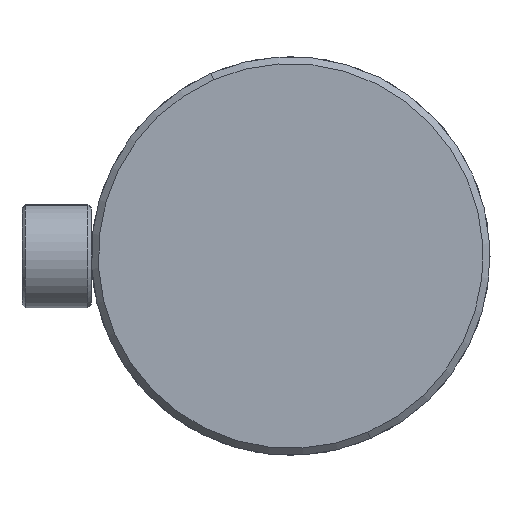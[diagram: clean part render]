
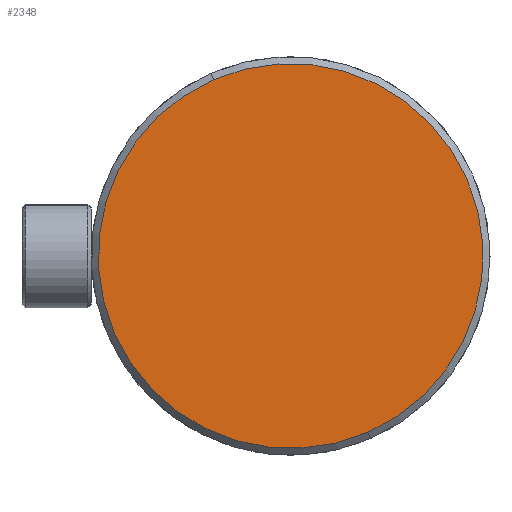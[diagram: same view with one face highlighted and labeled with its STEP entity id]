
A CAD part, left-side view. The second image highlights one B-rep face of the part: STEP entity #2348.
In plain terms, the highlighted planar face has unit normal (-1, 0, 0).
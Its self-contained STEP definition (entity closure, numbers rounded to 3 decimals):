
#589 = EDGE_CURVE ( 'NONE', #610, #2036, #2051, .T. ) ;
#610 = VERTEX_POINT ( 'NONE', #2206 ) ;
#875 = DIRECTION ( 'NONE',  ( -1., 0., 0. ) ) ;
#1092 = CIRCLE ( 'NONE', #2777, 55.5 ) ;
#1171 = FACE_OUTER_BOUND ( 'NONE', #2689, .T. ) ;
#1282 = DIRECTION ( 'NONE',  ( 0., 0., 1. ) ) ;
#1291 = CARTESIAN_POINT ( 'NONE',  ( -25., 0., 55.5 ) ) ;
#1306 = CARTESIAN_POINT ( 'NONE',  ( -25., 0., 0. ) ) ;
#1516 = PLANE ( 'NONE',  #2302 ) ;
#1549 = DIRECTION ( 'NONE',  ( 0., 0., 1. ) ) ;
#1737 = AXIS2_PLACEMENT_3D ( 'NONE', #2294, #875, #2525 ) ;
#1980 = CARTESIAN_POINT ( 'NONE',  ( -25., 0., 0. ) ) ;
#2036 = VERTEX_POINT ( 'NONE', #1291 ) ;
#2051 = CIRCLE ( 'NONE', #1737, 55.5 ) ;
#2163 = ORIENTED_EDGE ( 'NONE', *, *, #2414, .T. ) ;
#2206 = CARTESIAN_POINT ( 'NONE',  ( -25., 0., -55.5 ) ) ;
#2294 = CARTESIAN_POINT ( 'NONE',  ( -25., 0., 0. ) ) ;
#2302 = AXIS2_PLACEMENT_3D ( 'NONE', #1980, #2687, #1282 ) ;
#2348 = ADVANCED_FACE ( 'NONE', ( #1171 ), #1516, .T. ) ;
#2414 = EDGE_CURVE ( 'NONE', #2036, #610, #1092, .T. ) ;
#2525 = DIRECTION ( 'NONE',  ( 0., 0., 1. ) ) ;
#2533 = ORIENTED_EDGE ( 'NONE', *, *, #589, .T. ) ;
#2687 = DIRECTION ( 'NONE',  ( -1., 0., 0. ) ) ;
#2689 = EDGE_LOOP ( 'NONE', ( #2533, #2163 ) ) ;
#2777 = AXIS2_PLACEMENT_3D ( 'NONE', #1306, #2941, #1549 ) ;
#2941 = DIRECTION ( 'NONE',  ( -1., 0., 0. ) ) ;
